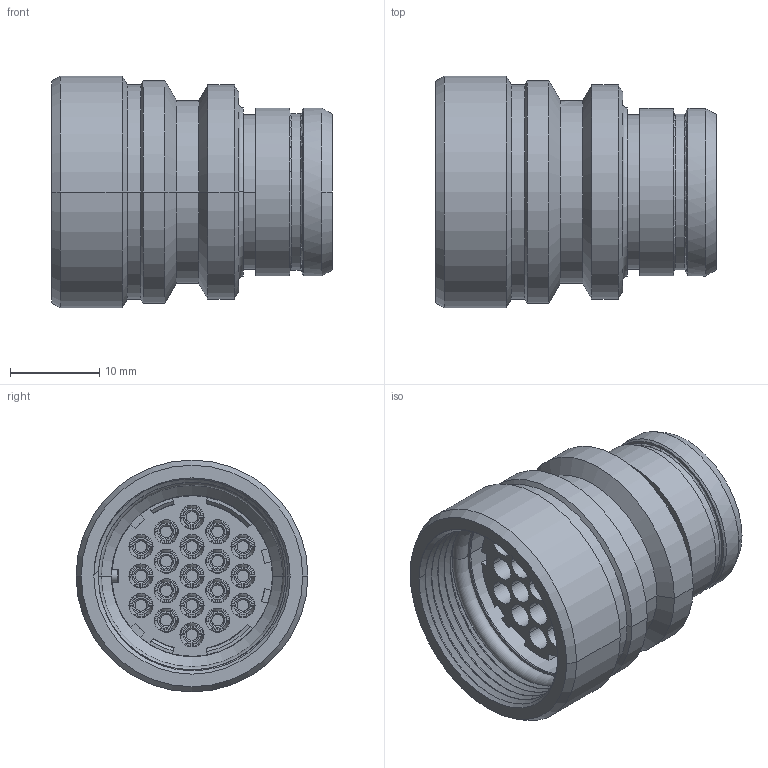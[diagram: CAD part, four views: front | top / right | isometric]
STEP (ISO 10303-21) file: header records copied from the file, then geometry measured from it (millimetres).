
FILE_DESCRIPTION((''),'2;1');
FILE_NAME('1332P319MS','2024-07-30T15:42:05',('paultorloting'),('NET AG system integration'),'CREO PARAMETRIC BY PTC INC, 2021404','CREO PARAMETRIC BY PTC INC, 2021404','');
FILE_SCHEMA(('AUTOMOTIVE_DESIGN { 1 0 10303 214 1 1 1 1 }'));
Length unit declared in the file: millimetre
Products named in the file (1): 1332P319MS
Bounding box: 31.5 x 26 x 26 mm (x, y, z)
Volume: 6615.5 mm3; surface area: 9171.9 mm2
Topology: 1 solids, 1 shells, 2401 faces, 6396 edges, 4107 vertices
Faces by surface type: plane 1226, cylinder 798, bspline 175, cone 107, torus 95
Entity records: 102451 total; most frequent: CARTESIAN_POINT 27265, ORIENTED_EDGE 12792, DIRECTION 11443, EDGE_CURVE 6396, AXIS2_PLACEMENT_3D 4118, VERTEX_POINT 4107, VECTOR 3204, LINE 3204
